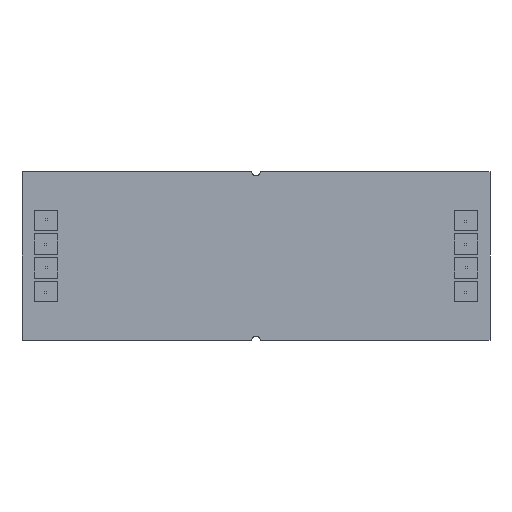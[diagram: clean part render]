
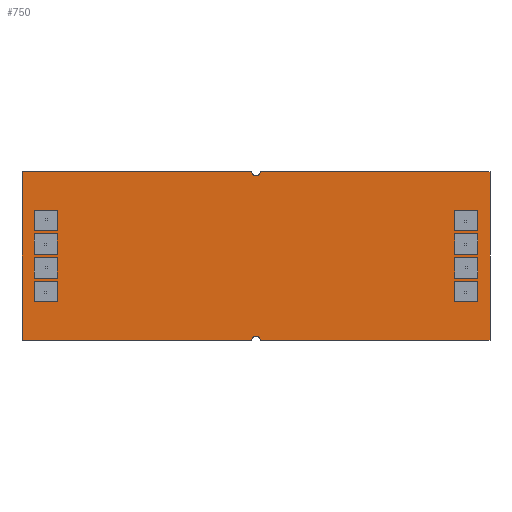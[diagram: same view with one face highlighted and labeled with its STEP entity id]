
A CAD part, front view. The second image highlights one B-rep face of the part: STEP entity #750.
In plain terms, the highlighted planar face has unit normal (0, -1, 0).
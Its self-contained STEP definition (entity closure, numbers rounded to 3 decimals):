
#62=FACE_BOUND('',#191,.T.);
#63=FACE_BOUND('',#192,.T.);
#64=FACE_BOUND('',#193,.T.);
#65=FACE_BOUND('',#194,.T.);
#66=FACE_BOUND('',#195,.T.);
#67=FACE_BOUND('',#196,.T.);
#68=FACE_BOUND('',#197,.T.);
#69=FACE_BOUND('',#198,.T.);
#85=CIRCLE('',#856,0.45);
#88=CIRCLE('',#860,0.45);
#89=CIRCLE('',#862,0.45);
#93=CIRCLE('',#867,0.45);
#96=CIRCLE('',#871,0.45);
#99=CIRCLE('',#875,0.45);
#102=CIRCLE('',#879,0.45);
#104=CIRCLE('',#882,0.45);
#107=CIRCLE('',#886,0.45);
#110=CIRCLE('',#890,0.45);
#145=FACE_OUTER_BOUND('',#190,.T.);
#190=EDGE_LOOP('',(#620,#621,#622,#623,#624,#625,#626,#627));
#191=EDGE_LOOP('',(#628));
#192=EDGE_LOOP('',(#629));
#193=EDGE_LOOP('',(#630));
#194=EDGE_LOOP('',(#631));
#195=EDGE_LOOP('',(#632));
#196=EDGE_LOOP('',(#633));
#197=EDGE_LOOP('',(#634));
#198=EDGE_LOOP('',(#635));
#241=LINE('',#1262,#306);
#246=LINE('',#1271,#311);
#251=LINE('',#1281,#316);
#253=LINE('',#1285,#318);
#254=LINE('',#1286,#319);
#255=LINE('',#1287,#320);
#306=VECTOR('',#1042,10.);
#311=VECTOR('',#1049,10.);
#316=VECTOR('',#1058,10.);
#318=VECTOR('',#1062,10.);
#319=VECTOR('',#1063,10.);
#320=VECTOR('',#1064,10.);
#357=VERTEX_POINT('',#1183);
#360=VERTEX_POINT('',#1191);
#361=VERTEX_POINT('',#1195);
#363=VERTEX_POINT('',#1198);
#367=VERTEX_POINT('',#1208);
#370=VERTEX_POINT('',#1216);
#373=VERTEX_POINT('',#1224);
#376=VERTEX_POINT('',#1232);
#378=VERTEX_POINT('',#1237);
#380=VERTEX_POINT('',#1241);
#383=VERTEX_POINT('',#1249);
#386=VERTEX_POINT('',#1257);
#387=VERTEX_POINT('',#1261);
#390=VERTEX_POINT('',#1269);
#393=VERTEX_POINT('',#1280);
#394=VERTEX_POINT('',#1284);
#430=EDGE_CURVE('',#357,#357,#85,.T.);
#434=EDGE_CURVE('',#360,#360,#88,.T.);
#436=EDGE_CURVE('',#363,#361,#89,.T.);
#442=EDGE_CURVE('',#367,#367,#93,.T.);
#446=EDGE_CURVE('',#370,#370,#96,.T.);
#450=EDGE_CURVE('',#373,#373,#99,.T.);
#454=EDGE_CURVE('',#376,#376,#102,.T.);
#458=EDGE_CURVE('',#378,#380,#104,.T.);
#462=EDGE_CURVE('',#383,#383,#107,.T.);
#466=EDGE_CURVE('',#386,#386,#110,.T.);
#467=EDGE_CURVE('',#363,#387,#241,.T.);
#472=EDGE_CURVE('',#380,#390,#246,.T.);
#477=EDGE_CURVE('',#393,#378,#251,.T.);
#479=EDGE_CURVE('',#394,#361,#253,.T.);
#480=EDGE_CURVE('',#394,#393,#254,.T.);
#481=EDGE_CURVE('',#387,#390,#255,.T.);
#620=ORIENTED_EDGE('',*,*,#436,.T.);
#621=ORIENTED_EDGE('',*,*,#479,.F.);
#622=ORIENTED_EDGE('',*,*,#480,.T.);
#623=ORIENTED_EDGE('',*,*,#477,.T.);
#624=ORIENTED_EDGE('',*,*,#458,.T.);
#625=ORIENTED_EDGE('',*,*,#472,.T.);
#626=ORIENTED_EDGE('',*,*,#481,.F.);
#627=ORIENTED_EDGE('',*,*,#467,.F.);
#628=ORIENTED_EDGE('',*,*,#430,.T.);
#629=ORIENTED_EDGE('',*,*,#434,.T.);
#630=ORIENTED_EDGE('',*,*,#442,.T.);
#631=ORIENTED_EDGE('',*,*,#446,.T.);
#632=ORIENTED_EDGE('',*,*,#450,.T.);
#633=ORIENTED_EDGE('',*,*,#454,.T.);
#634=ORIENTED_EDGE('',*,*,#462,.T.);
#635=ORIENTED_EDGE('',*,*,#466,.T.);
#715=PLANE('',#895);
#750=ADVANCED_FACE('',(#145,#62,#63,#64,#65,#66,#67,#68,#69),#715,.T.);
#856=AXIS2_PLACEMENT_3D('',#1185,#959,#960);
#860=AXIS2_PLACEMENT_3D('',#1193,#968,#969);
#862=AXIS2_PLACEMENT_3D('',#1199,#973,#974);
#867=AXIS2_PLACEMENT_3D('',#1210,#985,#986);
#871=AXIS2_PLACEMENT_3D('',#1218,#994,#995);
#875=AXIS2_PLACEMENT_3D('',#1226,#1003,#1004);
#879=AXIS2_PLACEMENT_3D('',#1234,#1012,#1013);
#882=AXIS2_PLACEMENT_3D('',#1243,#1020,#1021);
#886=AXIS2_PLACEMENT_3D('',#1251,#1029,#1030);
#890=AXIS2_PLACEMENT_3D('',#1259,#1038,#1039);
#895=AXIS2_PLACEMENT_3D('',#1283,#1060,#1061);
#959=DIRECTION('center_axis',(0.,1.,0.));
#960=DIRECTION('ref_axis',(1.,0.,0.));
#968=DIRECTION('center_axis',(0.,1.,0.));
#969=DIRECTION('ref_axis',(1.,0.,0.));
#973=DIRECTION('center_axis',(0.,1.,0.));
#974=DIRECTION('ref_axis',(1.,0.,0.));
#985=DIRECTION('center_axis',(0.,1.,0.));
#986=DIRECTION('ref_axis',(1.,0.,0.));
#994=DIRECTION('center_axis',(0.,1.,0.));
#995=DIRECTION('ref_axis',(1.,0.,0.));
#1003=DIRECTION('center_axis',(0.,1.,0.));
#1004=DIRECTION('ref_axis',(1.,0.,0.));
#1012=DIRECTION('center_axis',(0.,1.,0.));
#1013=DIRECTION('ref_axis',(1.,0.,0.));
#1020=DIRECTION('center_axis',(0.,1.,0.));
#1021=DIRECTION('ref_axis',(1.,0.,0.));
#1029=DIRECTION('center_axis',(0.,1.,0.));
#1030=DIRECTION('ref_axis',(1.,0.,0.));
#1038=DIRECTION('center_axis',(0.,1.,0.));
#1039=DIRECTION('ref_axis',(1.,0.,0.));
#1042=DIRECTION('',(1.,0.,0.));
#1049=DIRECTION('',(1.,0.,0.));
#1058=DIRECTION('',(1.,0.,0.));
#1060=DIRECTION('center_axis',(0.,-1.,0.));
#1061=DIRECTION('ref_axis',(0.,0.,-1.));
#1062=DIRECTION('',(1.,0.,0.));
#1063=DIRECTION('',(0.,0.,-1.));
#1064=DIRECTION('',(0.,0.,-1.));
#1183=CARTESIAN_POINT('',(47.01,-0.5,1.27));
#1185=CARTESIAN_POINT('Origin',(47.46,-0.5,1.27));
#1191=CARTESIAN_POINT('',(47.01,-0.5,-3.81));
#1193=CARTESIAN_POINT('Origin',(47.46,-0.5,-3.81));
#1195=CARTESIAN_POINT('',(24.55,-0.5,9.));
#1198=CARTESIAN_POINT('',(25.45,-0.5,9.));
#1199=CARTESIAN_POINT('Origin',(25.,-0.5,9.));
#1208=CARTESIAN_POINT('',(2.09,-0.5,-1.27));
#1210=CARTESIAN_POINT('Origin',(2.54,-0.5,-1.27));
#1216=CARTESIAN_POINT('',(2.09,-0.5,3.81));
#1218=CARTESIAN_POINT('Origin',(2.54,-0.5,3.81));
#1224=CARTESIAN_POINT('',(2.09,-0.5,1.27));
#1226=CARTESIAN_POINT('Origin',(2.54,-0.5,1.27));
#1232=CARTESIAN_POINT('',(2.09,-0.5,-3.81));
#1234=CARTESIAN_POINT('Origin',(2.54,-0.5,-3.81));
#1237=CARTESIAN_POINT('',(24.55,-0.5,-9.));
#1241=CARTESIAN_POINT('',(25.45,-0.5,-9.));
#1243=CARTESIAN_POINT('Origin',(25.,-0.5,-9.));
#1249=CARTESIAN_POINT('',(47.01,-0.5,-1.27));
#1251=CARTESIAN_POINT('Origin',(47.46,-0.5,-1.27));
#1257=CARTESIAN_POINT('',(47.01,-0.5,3.81));
#1259=CARTESIAN_POINT('Origin',(47.46,-0.5,3.81));
#1261=CARTESIAN_POINT('',(50.,-0.5,9.));
#1262=CARTESIAN_POINT('',(0.,-0.5,9.));
#1269=CARTESIAN_POINT('',(50.,-0.5,-9.));
#1271=CARTESIAN_POINT('',(0.,-0.5,-9.));
#1280=CARTESIAN_POINT('',(0.,-0.5,-9.));
#1281=CARTESIAN_POINT('',(0.,-0.5,-9.));
#1283=CARTESIAN_POINT('Origin',(0.,-0.5,9.));
#1284=CARTESIAN_POINT('',(0.,-0.5,9.));
#1285=CARTESIAN_POINT('',(0.,-0.5,9.));
#1286=CARTESIAN_POINT('',(0.,-0.5,9.));
#1287=CARTESIAN_POINT('',(50.,-0.5,9.));
